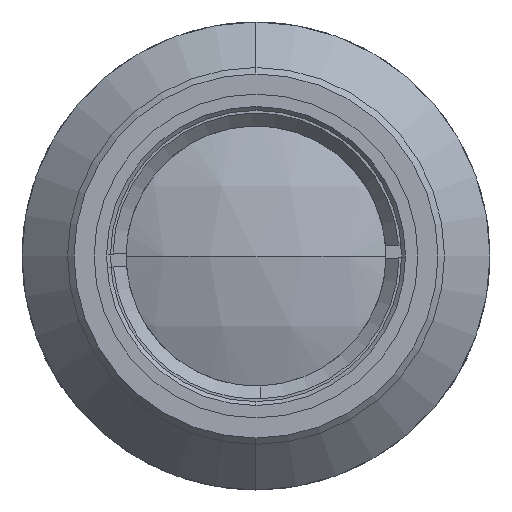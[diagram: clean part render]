
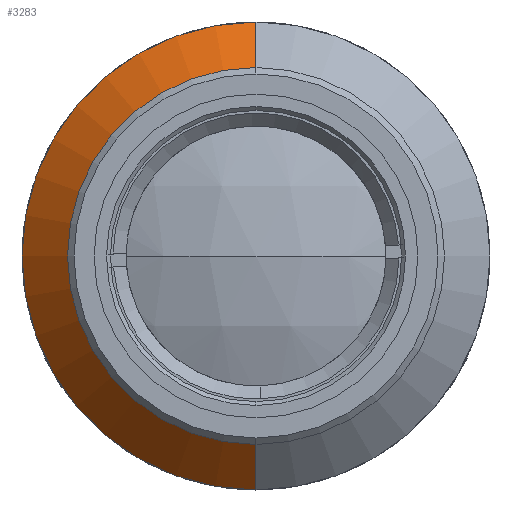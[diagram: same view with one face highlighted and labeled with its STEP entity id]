
A CAD part, left-side view. The second image highlights one B-rep face of the part: STEP entity #3283.
In plain terms, the highlighted conical face has half-angle 45 degrees and reference radius 18 mm.
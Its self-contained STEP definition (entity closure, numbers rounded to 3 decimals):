
#4 = ORIENTED_EDGE ( 'NONE', *, *, #64, .T. ) ;
#21 = DIRECTION ( 'NONE',  ( 0.707, 0., 0.707 ) ) ;
#64 = EDGE_CURVE ( 'NONE', #2660, #4817, #2376, .T. ) ;
#164 = AXIS2_PLACEMENT_3D ( 'NONE', #4538, #4193, #4170 ) ;
#329 = CARTESIAN_POINT ( 'NONE',  ( 10., 0., 14.5 ) ) ;
#389 = VERTEX_POINT ( 'NONE', #566 ) ;
#397 = CONICAL_SURFACE ( 'NONE', #164, 18., 0.785 ) ;
#515 = LINE ( 'NONE', #2442, #2218 ) ;
#566 = CARTESIAN_POINT ( 'NONE',  ( 10., 0., -14.5 ) ) ;
#1168 = CARTESIAN_POINT ( 'NONE',  ( 13.5, 0., 18. ) ) ;
#1282 = ORIENTED_EDGE ( 'NONE', *, *, #4472, .T. ) ;
#1374 = DIRECTION ( 'NONE',  ( 0., 0., 1. ) ) ;
#1497 = EDGE_CURVE ( 'NONE', #389, #4817, #515, .T. ) ;
#1498 = FACE_OUTER_BOUND ( 'NONE', #3396, .T. ) ;
#1569 = AXIS2_PLACEMENT_3D ( 'NONE', #2446, #3602, #1700 ) ;
#1700 = DIRECTION ( 'NONE',  ( 0., 0., 1. ) ) ;
#1919 = VECTOR ( 'NONE', #21, 1000. ) ;
#2040 = DIRECTION ( 'NONE',  ( 0.707, 0., -0.707 ) ) ;
#2110 = ORIENTED_EDGE ( 'NONE', *, *, #1497, .F. ) ;
#2218 = VECTOR ( 'NONE', #2040, 1000. ) ;
#2376 = CIRCLE ( 'NONE', #1569, 18. ) ;
#2390 = LINE ( 'NONE', #4596, #1919 ) ;
#2442 = CARTESIAN_POINT ( 'NONE',  ( 13.5, 0., -18. ) ) ;
#2446 = CARTESIAN_POINT ( 'NONE',  ( 13.5, 0., 0. ) ) ;
#2660 = VERTEX_POINT ( 'NONE', #1168 ) ;
#2734 = ORIENTED_EDGE ( 'NONE', *, *, #3527, .F. ) ;
#2805 = CARTESIAN_POINT ( 'NONE',  ( 13.5, 0., -18. ) ) ;
#3283 = ADVANCED_FACE ( 'NONE', ( #1498 ), #397, .T. ) ;
#3396 = EDGE_LOOP ( 'NONE', ( #2734, #1282, #4, #2110 ) ) ;
#3527 = EDGE_CURVE ( 'NONE', #4760, #389, #4087, .T. ) ;
#3602 = DIRECTION ( 'NONE',  ( -1., 0., 0. ) ) ;
#3930 = AXIS2_PLACEMENT_3D ( 'NONE', #4390, #4809, #1374 ) ;
#4087 = CIRCLE ( 'NONE', #3930, 14.5 ) ;
#4170 = DIRECTION ( 'NONE',  ( 0., 0., -1. ) ) ;
#4193 = DIRECTION ( 'NONE',  ( 1., 0., 0. ) ) ;
#4390 = CARTESIAN_POINT ( 'NONE',  ( 10., 0., 0. ) ) ;
#4472 = EDGE_CURVE ( 'NONE', #4760, #2660, #2390, .T. ) ;
#4538 = CARTESIAN_POINT ( 'NONE',  ( 13.5, 0., 0. ) ) ;
#4596 = CARTESIAN_POINT ( 'NONE',  ( 13.5, 0., 18. ) ) ;
#4760 = VERTEX_POINT ( 'NONE', #329 ) ;
#4809 = DIRECTION ( 'NONE',  ( -1., 0., 0. ) ) ;
#4817 = VERTEX_POINT ( 'NONE', #2805 ) ;
